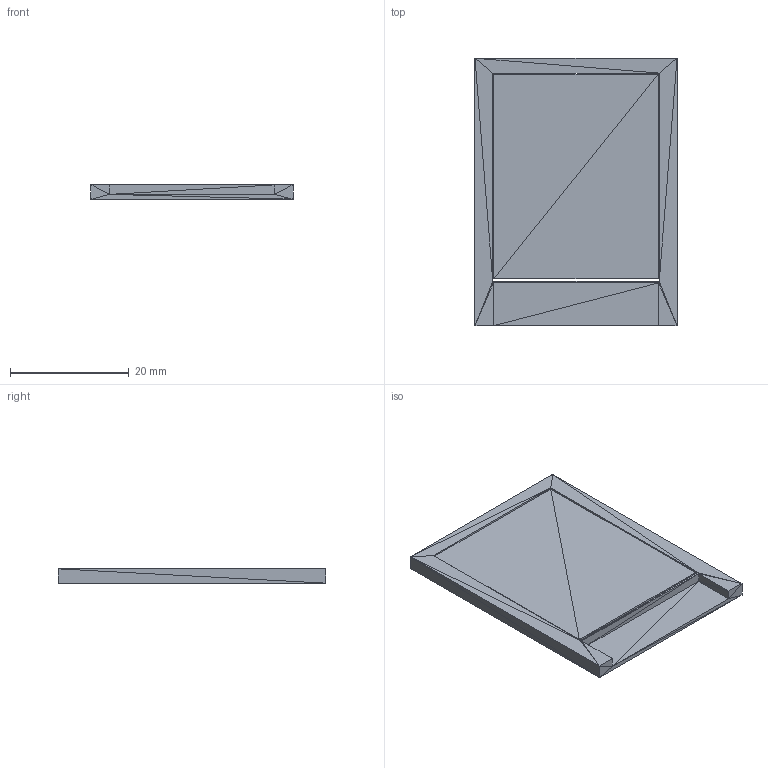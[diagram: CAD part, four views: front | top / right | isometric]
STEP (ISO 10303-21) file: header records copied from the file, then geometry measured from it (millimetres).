
FILE_DESCRIPTION(('FreeCAD Model'),'2;1');
FILE_NAME('Open CASCADE Shape Model','2022-08-20T15:47:48',('Author'),( ''),'Open CASCADE STEP processor 7.5','FreeCAD','Unknown');
FILE_SCHEMA(('AUTOMOTIVE_DESIGN { 1 0 10303 214 1 1 1 1 }'));
Length unit declared in the file: millimetre
Products named in the file (61): _28x160_1_8_glass; _28x160_1_8_glass001002.0; _28x160_1_8_glass001002.1; _28x160_1_8_glass001002.2; _28x160_1_8_glass001002.3; _28x160_1_8_glass001002.4; _28x160_1_8_glass001002.5; _28x160_1_8_glass001002.6; _28x160_1_8_glass001002.7; _28x160_1_8_glass001002.8; _28x160_1_8_glass001002.9; _28x160_1_8_glass001002.10; _28x160_1_8_glass001002.11; _28x160_1_8_glass001002.12; _28x160_1_8_glass001002.13; _28x160_1_8_glass001002.14; _28x160_1_8_glass001002.15; _28x160_1_8_glass001002.16; _28x160_1_8_glass001002.17; _28x160_1_8_glass001002.18; _28x160_1_8_glass001002.19; _28x160_1_8_glass001002.20; _28x160_1_8_glass001002.21; _28x160_1_8_glass001002.22; _28x160_1_8_glass001002.23; _28x160_1_8_glass001002.24; _28x160_1_8_glass001002.25; _28x160_1_8_glass001002.26; _28x160_1_8_glass001002.27; _28x160_1_8_glass001002.28; _28x160_1_8_glass001002.29; _28x160_1_8_glass001002.30; _28x160_1_8_glass001002.31; _28x160_1_8_glass001002.32; _28x160_1_8_glass001002.33; _28x160_1_8_glass001002.34; _28x160_1_8_glass001002.35; _28x160_1_8_glass001002.36; _28x160_1_8_glass001002.37; _28x160_1_8_glass001002.38 ...
Assembly tree (60 placements, depth 2):
  _28x160_1_8_glass
    _28x160_1_8_glass001002.0
    _28x160_1_8_glass001002.1
    _28x160_1_8_glass001002.2
    _28x160_1_8_glass001002.3
    _28x160_1_8_glass001002.4
    _28x160_1_8_glass001002.5
    _28x160_1_8_glass001002.6
    _28x160_1_8_glass001002.7
    _28x160_1_8_glass001002.8
    _28x160_1_8_glass001002.9
    _28x160_1_8_glass001002.10
    _28x160_1_8_glass001002.11
    _28x160_1_8_glass001002.12
    _28x160_1_8_glass001002.13
    _28x160_1_8_glass001002.14
    _28x160_1_8_glass001002.15
    _28x160_1_8_glass001002.16
    _28x160_1_8_glass001002.17
    _28x160_1_8_glass001002.18
    _28x160_1_8_glass001002.19
    _28x160_1_8_glass001002.20
    _28x160_1_8_glass001002.21
    _28x160_1_8_glass001002.22
    _28x160_1_8_glass001002.23
    _28x160_1_8_glass001002.24
    _28x160_1_8_glass001002.25
    _28x160_1_8_glass001002.26
    _28x160_1_8_glass001002.27
    _28x160_1_8_glass001002.28
    _28x160_1_8_glass001002.29
    _28x160_1_8_glass001002.30
    _28x160_1_8_glass001002.31
    _28x160_1_8_glass001002.32
    _28x160_1_8_glass001002.33
    _28x160_1_8_glass001002.34
    _28x160_1_8_glass001002.35
    _28x160_1_8_glass001002.36
    _28x160_1_8_glass001002.37
    _28x160_1_8_glass001002.38
    _28x160_1_8_glass001002.39
    _28x160_1_8_glass001002.40
    _28x160_1_8_glass001002.41
    _28x160_1_8_glass001002.42
    _28x160_1_8_glass001002.43
    _28x160_1_8_glass001002.44
    _28x160_1_8_glass001002.45
    _28x160_1_8_glass001002.46
    _28x160_1_8_glass001002.47
    _28x160_1_8_glass001002.48
    _28x160_1_8_glass001002.49
    _28x160_1_8_glass001002.50
    _28x160_1_8_glass001002.51
    _28x160_1_8_glass001002.52
    _28x160_1_8_glass001002.53
    _28x160_1_8_glass001002.54
    _28x160_1_8_glass001002.55
    _28x160_1_8_glass001002.56
    _28x160_1_8_glass001002.57
    _28x160_1_8_glass001002.58
Bounding box: 34 x 45 x 2.4 mm (x, y, z)
Surface area: 3864.1 mm2 (no closed solid volume)
Topology: 0 solids, 60 shells, 60 faces, 180 edges, 180 vertices
Faces by surface type: plane 60
Entity records: 5000 total; most frequent: CARTESIAN_POINT 661, DIRECTION 602, LINE 360, VECTOR 360, ORIENTED_EDGE 180, EDGE_CURVE 180, VERTEX_POINT 180, SURFACE_CURVE 180
